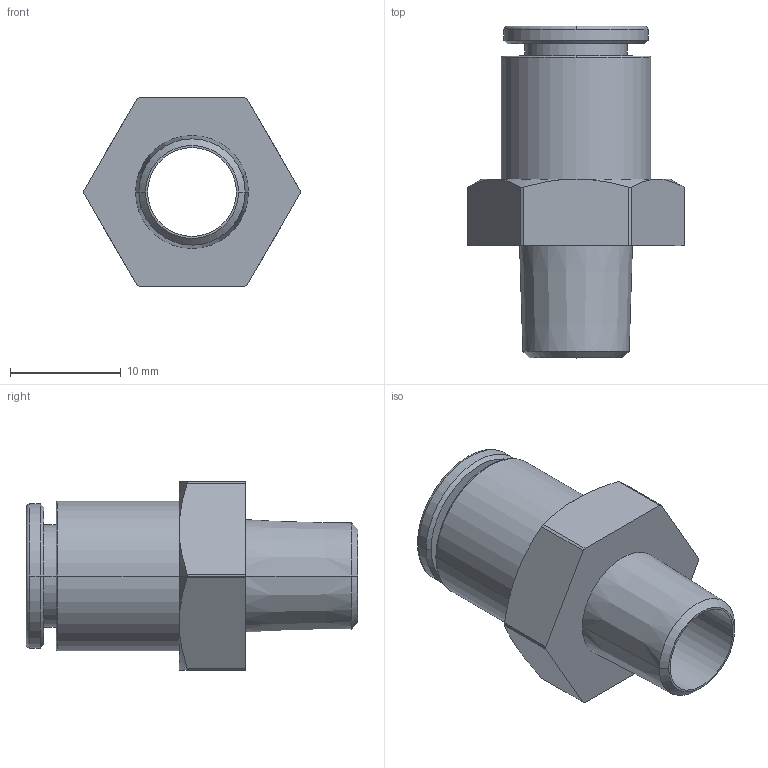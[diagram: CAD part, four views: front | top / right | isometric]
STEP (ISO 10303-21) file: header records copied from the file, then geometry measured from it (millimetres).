
FILE_DESCRIPTION(('STEP AP214'),'1');
FILE_NAME('6505_08_10WP2.stp','2016-07-07T14:17:55',('TraceParts'),('TraceParts S.A.'),'Spatial InterOp 3D',' ',' ');
FILE_SCHEMA(('automotive_design'));
Length unit declared in the file: millimetre
Products named in the file (1): 1
Bounding box: 19.48 x 29.9 x 17 mm (x, y, z)
Volume: 2630.2 mm3; surface area: 2468.6 mm2
Topology: 1 solids, 1 shells, 46 faces, 110 edges, 70 vertices
Faces by surface type: cylinder 16, cone 14, plane 12, torus 4
Entity records: 1387 total; most frequent: CARTESIAN_POINT 275, DIRECTION 254, ORIENTED_EDGE 220, EDGE_CURVE 110, AXIS2_PLACEMENT_3D 109, VERTEX_POINT 70, CIRCLE 62, EDGE_LOOP 52
